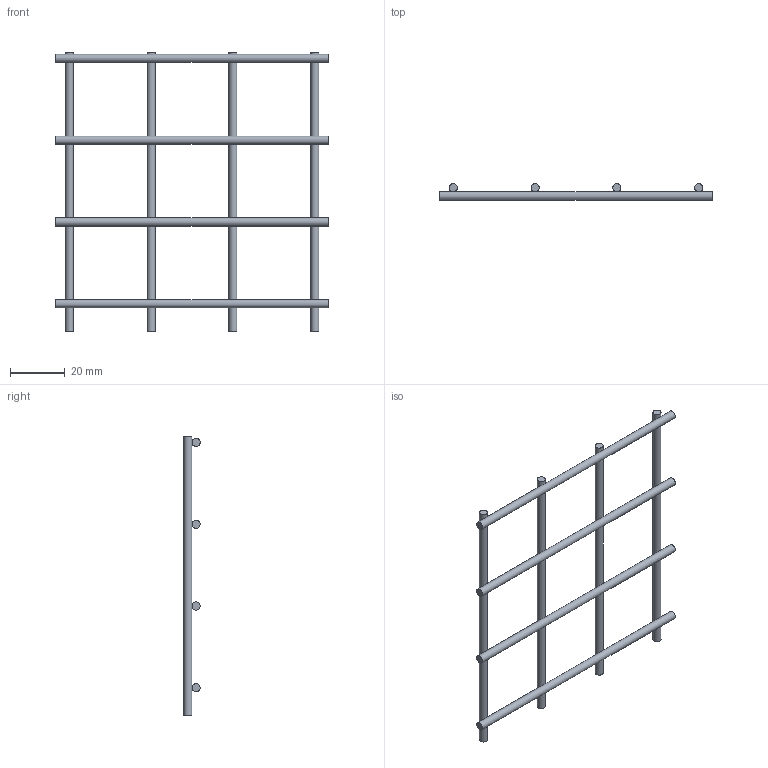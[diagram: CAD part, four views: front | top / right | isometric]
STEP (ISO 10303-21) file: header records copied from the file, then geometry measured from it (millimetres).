
FILE_DESCRIPTION(/* description */ (''),/* implementation_level */ '2;1');
FILE_NAME(/* name */ '729302.stp',/* time_stamp */ '2016-05-18T08:48:10+02:00',/* author */ ('veronika.franceova'),/* organization */ (''),/* preprocessor_version */ 'ST-DEVELOPER v15.2',/* originating_system */ 'Autodesk Inventor 2014',/* authorisation */ '');
FILE_SCHEMA (('AUTOMOTIVE_DESIGN { 1 0 10303 214 3 1 1 }'));
Length unit declared in the file: millimetre
Products named in the file (1): 230822_729301_001
Bounding box: 100 x 6.01 x 102 mm (x, y, z)
Volume: 5711.4 mm3; surface area: 7728.3 mm2
Topology: 8 solids, 8 shells, 24 faces, 24 edges, 16 vertices
Faces by surface type: plane 16, cylinder 8
Full cylindrical faces by diameter (mm): 3 x8
Entity records: 421 total; most frequent: DIRECTION 82, CARTESIAN_POINT 57, AXIS2_PLACEMENT_3D 41, EDGE_LOOP 32, ORIENTED_EDGE 32, FACE_OUTER_BOUND 24, ADVANCED_FACE 24, PLANE 16
